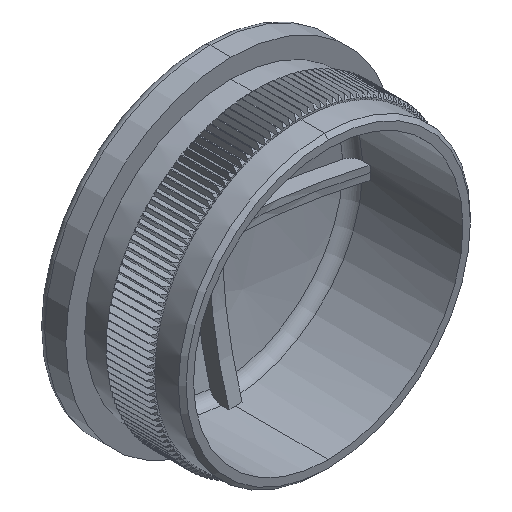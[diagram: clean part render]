
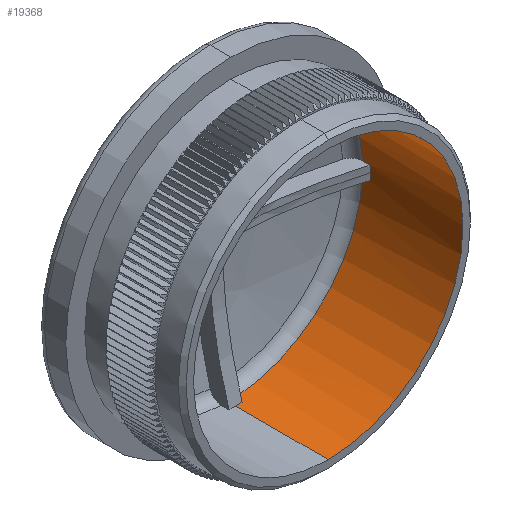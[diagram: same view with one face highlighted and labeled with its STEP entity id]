
A CAD part, isometric view. The second image highlights one B-rep face of the part: STEP entity #19368.
In plain terms, the highlighted cylindrical face has radius 17.3 mm (diameter 34.6 mm), a partial arc.
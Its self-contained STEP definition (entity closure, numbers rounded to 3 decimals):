
#112 = EDGE_LOOP ( 'NONE', ( #30147, #24359, #23712, #6411, #28836, #22372, #938, #16245, #13399, #3768, #24020, #14758, #15084 ) ) ;
#938 = ORIENTED_EDGE ( 'NONE', *, *, #1904, .F. ) ;
#947 = VERTEX_POINT ( 'NONE', #28971 ) ;
#1125 = AXIS2_PLACEMENT_3D ( 'NONE', #23600, #12872, #23446 ) ;
#1469 = LINE ( 'NONE', #6938, #19801 ) ;
#1636 = VERTEX_POINT ( 'NONE', #13923 ) ;
#1647 = CIRCLE ( 'NONE', #35241, 17.3 ) ;
#1904 = EDGE_CURVE ( 'NONE', #22282, #31801, #16457, .T. ) ;
#2704 = VERTEX_POINT ( 'NONE', #38852 ) ;
#3465 = DIRECTION ( 'NONE',  ( 0., 0., -1. ) ) ;
#3760 = LINE ( 'NONE', #4141, #28689 ) ;
#3768 = ORIENTED_EDGE ( 'NONE', *, *, #5734, .T. ) ;
#3900 = DIRECTION ( 'NONE',  ( 0., -1., 0. ) ) ;
#4141 = CARTESIAN_POINT ( 'NONE',  ( 0.85, 19.501, -17.279 ) ) ;
#4184 = VERTEX_POINT ( 'NONE', #13969 ) ;
#4201 = EDGE_CURVE ( 'NONE', #41220, #1636, #6016, .T. ) ;
#4351 = CIRCLE ( 'NONE', #14428, 17.3 ) ;
#4452 = EDGE_CURVE ( 'NONE', #2704, #947, #16851, .T. ) ;
#5437 = EDGE_CURVE ( 'NONE', #5749, #7110, #1647, .T. ) ;
#5701 = VERTEX_POINT ( 'NONE', #38609 ) ;
#5734 = EDGE_CURVE ( 'NONE', #947, #5701, #3760, .T. ) ;
#5749 = VERTEX_POINT ( 'NONE', #28365 ) ;
#6016 = LINE ( 'NONE', #41755, #41770 ) ;
#6090 = VERTEX_POINT ( 'NONE', #6372 ) ;
#6372 = CARTESIAN_POINT ( 'NONE',  ( 0., 11.917, -17.3 ) ) ;
#6411 = ORIENTED_EDGE ( 'NONE', *, *, #40427, .T. ) ;
#6493 = DIRECTION ( 'NONE',  ( 0., 0., -1. ) ) ;
#6938 = CARTESIAN_POINT ( 'NONE',  ( 0., 16.5, -17.3 ) ) ;
#7110 = VERTEX_POINT ( 'NONE', #37988 ) ;
#7349 = CARTESIAN_POINT ( 'NONE',  ( 0., 11.917, 0. ) ) ;
#8105 = EDGE_CURVE ( 'NONE', #6090, #5749, #1469, .T. ) ;
#8376 = CARTESIAN_POINT ( 'NONE',  ( 17.279, 12.872, 0.85 ) ) ;
#10022 = DIRECTION ( 'NONE',  ( 0., -1., 0. ) ) ;
#11652 = CARTESIAN_POINT ( 'NONE',  ( 0., 12.872, 0. ) ) ;
#11805 = DIRECTION ( 'NONE',  ( 0., 0., -1. ) ) ;
#12872 = DIRECTION ( 'NONE',  ( 0., -1., 0. ) ) ;
#13106 = CIRCLE ( 'NONE', #39898, 17.3 ) ;
#13399 = ORIENTED_EDGE ( 'NONE', *, *, #4452, .T. ) ;
#13906 = DIRECTION ( 'NONE',  ( 0., 0., -1. ) ) ;
#13923 = CARTESIAN_POINT ( 'NONE',  ( 17.279, 11.917, 0.85 ) ) ;
#13969 = CARTESIAN_POINT ( 'NONE',  ( 0.85, 11.917, 17.279 ) ) ;
#14428 = AXIS2_PLACEMENT_3D ( 'NONE', #19964, #27116, #6493 ) ;
#14758 = ORIENTED_EDGE ( 'NONE', *, *, #8105, .T. ) ;
#15084 = ORIENTED_EDGE ( 'NONE', *, *, #5437, .T. ) ;
#16245 = ORIENTED_EDGE ( 'NONE', *, *, #25732, .F. ) ;
#16329 = CARTESIAN_POINT ( 'NONE',  ( 0., 16.5, 17.3 ) ) ;
#16457 = CIRCLE ( 'NONE', #39799, 17.3 ) ;
#16528 = DIRECTION ( 'NONE',  ( 0., 0., -1. ) ) ;
#16650 = VECTOR ( 'NONE', #41597, 1000. ) ;
#16851 = CIRCLE ( 'NONE', #41007, 17.3 ) ;
#17122 = EDGE_CURVE ( 'NONE', #4184, #33731, #22002, .T. ) ;
#18814 = CARTESIAN_POINT ( 'NONE',  ( 0.85, 19.501, 17.279 ) ) ;
#19368 = ADVANCED_FACE ( 'NONE', ( #21277 ), #35907, .F. ) ;
#19430 = DIRECTION ( 'NONE',  ( 0., -1., 0. ) ) ;
#19607 = DIRECTION ( 'NONE',  ( 0., -1., 0. ) ) ;
#19801 = VECTOR ( 'NONE', #31200, 1000. ) ;
#19964 = CARTESIAN_POINT ( 'NONE',  ( 0., 12.872, 0. ) ) ;
#20928 = DIRECTION ( 'NONE',  ( 0., -1., 0. ) ) ;
#21277 = FACE_OUTER_BOUND ( 'NONE', #112, .T. ) ;
#22002 = CIRCLE ( 'NONE', #26355, 17.3 ) ;
#22025 = CARTESIAN_POINT ( 'NONE',  ( 0., 11.917, 17.3 ) ) ;
#22282 = VERTEX_POINT ( 'NONE', #29248 ) ;
#22372 = ORIENTED_EDGE ( 'NONE', *, *, #25378, .F. ) ;
#22789 = CARTESIAN_POINT ( 'NONE',  ( 0., 11.917, 0. ) ) ;
#23243 = DIRECTION ( 'NONE',  ( 0., -1., 0. ) ) ;
#23378 = CARTESIAN_POINT ( 'NONE',  ( 0., 0., 0. ) ) ;
#23446 = DIRECTION ( 'NONE',  ( 0., 0., -1. ) ) ;
#23600 = CARTESIAN_POINT ( 'NONE',  ( 0., 11.917, 0. ) ) ;
#23712 = ORIENTED_EDGE ( 'NONE', *, *, #23818, .F. ) ;
#23818 = EDGE_CURVE ( 'NONE', #33455, #4184, #29552, .T. ) ;
#24020 = ORIENTED_EDGE ( 'NONE', *, *, #35203, .F. ) ;
#24359 = ORIENTED_EDGE ( 'NONE', *, *, #17122, .F. ) ;
#25378 = EDGE_CURVE ( 'NONE', #31801, #1636, #32210, .T. ) ;
#25732 = EDGE_CURVE ( 'NONE', #2704, #22282, #28957, .T. ) ;
#25751 = CARTESIAN_POINT ( 'NONE',  ( 17.3, 11.917, 0. ) ) ;
#26355 = AXIS2_PLACEMENT_3D ( 'NONE', #37762, #27356, #13906 ) ;
#27116 = DIRECTION ( 'NONE',  ( 0., 1., 0. ) ) ;
#27342 = VECTOR ( 'NONE', #19607, 1000. ) ;
#27356 = DIRECTION ( 'NONE',  ( 0., -1., 0. ) ) ;
#28365 = CARTESIAN_POINT ( 'NONE',  ( 0., 0., -17.3 ) ) ;
#28463 = VECTOR ( 'NONE', #43017, 1000. ) ;
#28689 = VECTOR ( 'NONE', #20928, 1000. ) ;
#28836 = ORIENTED_EDGE ( 'NONE', *, *, #4201, .T. ) ;
#28957 = LINE ( 'NONE', #40337, #27342 ) ;
#28971 = CARTESIAN_POINT ( 'NONE',  ( 0.85, 12.872, -17.279 ) ) ;
#29248 = CARTESIAN_POINT ( 'NONE',  ( 17.279, 11.917, -0.85 ) ) ;
#29552 = LINE ( 'NONE', #18814, #28463 ) ;
#30147 = ORIENTED_EDGE ( 'NONE', *, *, #43677, .F. ) ;
#31200 = DIRECTION ( 'NONE',  ( 0., -1., 0. ) ) ;
#31801 = VERTEX_POINT ( 'NONE', #25751 ) ;
#32210 = CIRCLE ( 'NONE', #1125, 17.3 ) ;
#32236 = DIRECTION ( 'NONE',  ( 0., 1., 0. ) ) ;
#32526 = AXIS2_PLACEMENT_3D ( 'NONE', #37393, #10022, #16528 ) ;
#33455 = VERTEX_POINT ( 'NONE', #33587 ) ;
#33587 = CARTESIAN_POINT ( 'NONE',  ( 0.85, 12.872, 17.279 ) ) ;
#33678 = DIRECTION ( 'NONE',  ( 0., 0., -1. ) ) ;
#33731 = VERTEX_POINT ( 'NONE', #22025 ) ;
#35203 = EDGE_CURVE ( 'NONE', #6090, #5701, #13106, .T. ) ;
#35241 = AXIS2_PLACEMENT_3D ( 'NONE', #23378, #19430, #40455 ) ;
#35907 = CYLINDRICAL_SURFACE ( 'NONE', #32526, 17.3 ) ;
#37393 = CARTESIAN_POINT ( 'NONE',  ( 0., 16.5, 0. ) ) ;
#37762 = CARTESIAN_POINT ( 'NONE',  ( 0., 11.917, 0. ) ) ;
#37988 = CARTESIAN_POINT ( 'NONE',  ( 0., 0., 17.3 ) ) ;
#38609 = CARTESIAN_POINT ( 'NONE',  ( 0.85, 11.917, -17.279 ) ) ;
#38852 = CARTESIAN_POINT ( 'NONE',  ( 17.279, 12.872, -0.85 ) ) ;
#39799 = AXIS2_PLACEMENT_3D ( 'NONE', #22789, #23243, #33678 ) ;
#39898 = AXIS2_PLACEMENT_3D ( 'NONE', #7349, #3900, #3465 ) ;
#40337 = CARTESIAN_POINT ( 'NONE',  ( 17.279, 19.501, -0.85 ) ) ;
#40427 = EDGE_CURVE ( 'NONE', #33455, #41220, #4351, .T. ) ;
#40455 = DIRECTION ( 'NONE',  ( 0., 0., -1. ) ) ;
#41007 = AXIS2_PLACEMENT_3D ( 'NONE', #11652, #32236, #11805 ) ;
#41173 = DIRECTION ( 'NONE',  ( 0., -1., 0. ) ) ;
#41220 = VERTEX_POINT ( 'NONE', #8376 ) ;
#41526 = LINE ( 'NONE', #16329, #16650 ) ;
#41597 = DIRECTION ( 'NONE',  ( 0., -1., 0. ) ) ;
#41755 = CARTESIAN_POINT ( 'NONE',  ( 17.279, 19.501, 0.85 ) ) ;
#41770 = VECTOR ( 'NONE', #41173, 1000. ) ;
#43017 = DIRECTION ( 'NONE',  ( 0., -1., 0. ) ) ;
#43677 = EDGE_CURVE ( 'NONE', #33731, #7110, #41526, .T. ) ;
